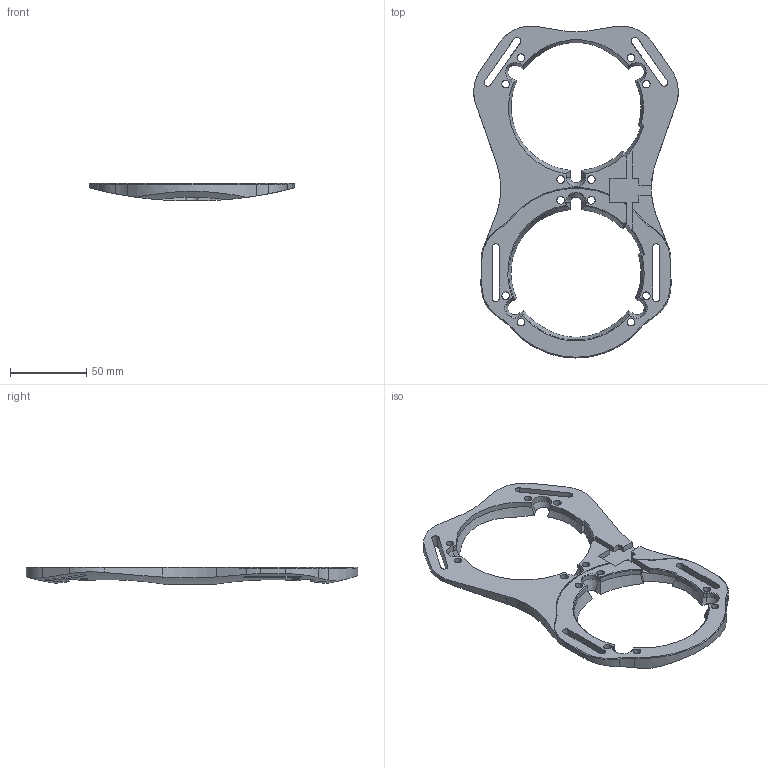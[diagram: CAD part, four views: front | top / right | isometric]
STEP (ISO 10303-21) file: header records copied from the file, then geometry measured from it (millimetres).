
FILE_DESCRIPTION(/* description */ (''),/* implementation_level */ '2;1');
FILE_NAME(/* name */ 'Chest_Harness.step',/* time_stamp */ '2018-11-14T22:55:33-05:00');
FILE_SCHEMA (('AUTOMOTIVE_DESIGN { 1 0 10303 214 3 1 1 }'));
Length unit declared in the file: inch
Products named in the file (1): Transducer_Mount1
Bounding box: 134.09 x 217.65 x 11.18 mm (x, y, z)
Volume: 77388.1 mm3; surface area: 34845.8 mm2
Topology: 1 solids, 1 shells, 181 faces, 501 edges, 316 vertices
Faces by surface type: plane 81, cylinder 61, cone 37, bspline 2
Full cylindrical faces by diameter (mm): 5 x12
Entity records: 6410 total; most frequent: CARTESIAN_POINT 1885, ORIENTED_EDGE 958, DIRECTION 908, EDGE_CURVE 479, AXIS2_PLACEMENT_3D 336, VERTEX_POINT 306, LINE 236, VECTOR 236
